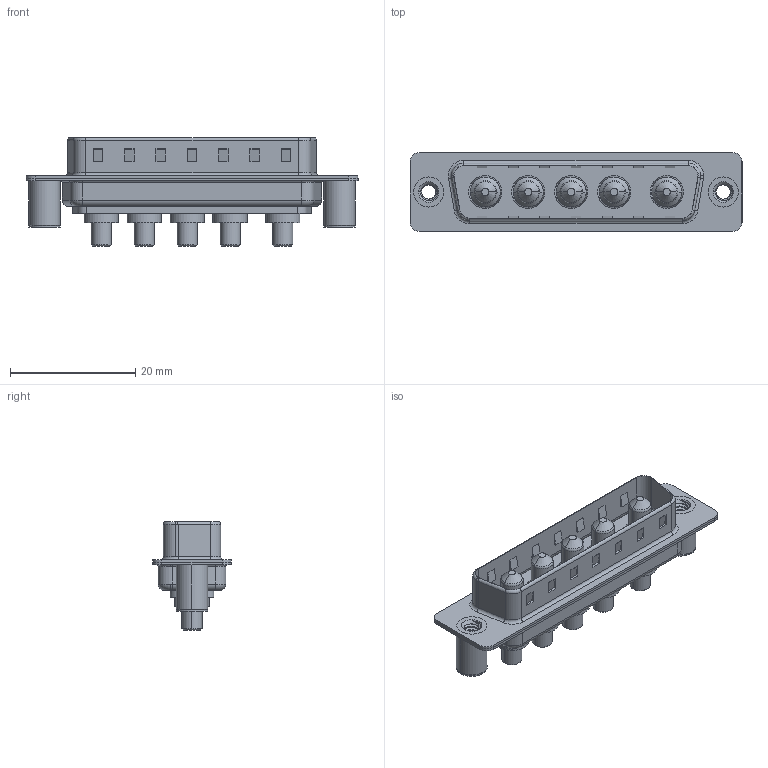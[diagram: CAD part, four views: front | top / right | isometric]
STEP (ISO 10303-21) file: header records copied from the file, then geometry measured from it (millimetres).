
FILE_DESCRIPTION (( 'STEP AP203' ), '1' );
FILE_NAME ('627-5W5-624-3N3.STEP', '2019-05-26T00:38:44', ( '' ), ( '' ), 'SwSTEP 2.0', 'SolidWorks 2016', '' );
FILE_SCHEMA (( 'CONFIG_CONTROL_DESIGN' ));
Length unit declared in the file: millimetre
Products named in the file (6): 627Combo Housing_5W5; 627Combo Shell Rear_25 Contacts; 627Combo Shell Front_25 Contacts; 627Combo Threaded Board Spacer_3; Power Pin_30A S; 627-5W5-624-3N3
Assembly tree (10 placements, depth 2):
  627-5W5-624-3N3
    627Combo Housing_5W5
    627Combo Shell Rear_25 Contacts
    627Combo Shell Front_25 Contacts
    627Combo Threaded Board Spacer_3  x2
    Power Pin_30A S  x5
Bounding box: 53 x 12.6 x 17.4 mm (x, y, z)
Volume: 3221 mm3; surface area: 6951.7 mm2
Topology: 15 solids, 15 shells, 610 faces, 1466 edges, 912 vertices
Faces by surface type: cylinder 256, plane 221, torus 64, cone 53, bspline 16
Entity records: 14948 total; most frequent: CARTESIAN_POINT 3919, DIRECTION 2220, ORIENTED_EDGE 2098, EDGE_CURVE 1049, AXIS2_PLACEMENT_3D 810, VERTEX_POINT 659, VECTOR 600, LINE 600
